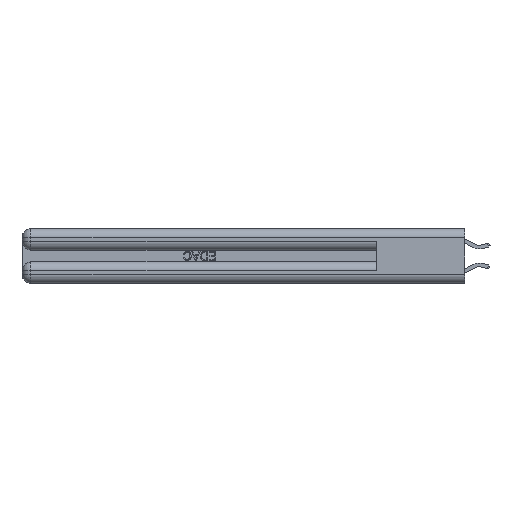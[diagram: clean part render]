
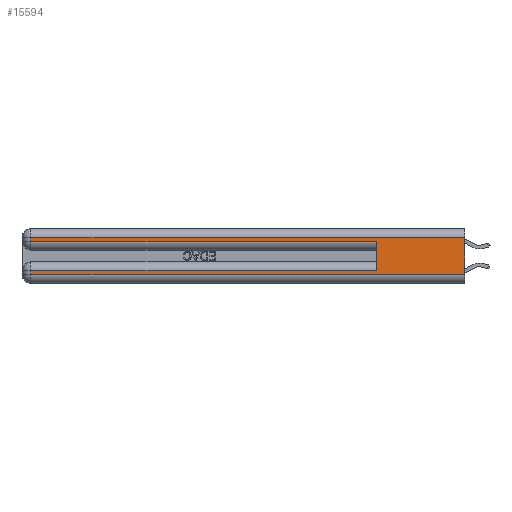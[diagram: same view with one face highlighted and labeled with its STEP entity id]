
A CAD part, left-side view. The second image highlights one B-rep face of the part: STEP entity #15594.
In plain terms, the highlighted planar face has unit normal (-1, 0, 0).
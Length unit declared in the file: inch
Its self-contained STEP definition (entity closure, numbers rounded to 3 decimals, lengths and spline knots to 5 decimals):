
#1073 = FACE_OUTER_BOUND ( 'NONE', #22853, .T. ) ;
#1587 = DIRECTION ( 'NONE',  ( 0., -1., 0. ) ) ;
#1617 = ORIENTED_EDGE ( 'NONE', *, *, #6517, .T. ) ;
#1762 = CARTESIAN_POINT ( 'NONE',  ( 0., 2.94, 0.06 ) ) ;
#2089 = DIRECTION ( 'NONE',  ( 0., 0., -1. ) ) ;
#2140 = ORIENTED_EDGE ( 'NONE', *, *, #29465, .T. ) ;
#2714 = VERTEX_POINT ( 'NONE', #19912 ) ;
#2928 = LINE ( 'NONE', #7780, #8848 ) ;
#3656 = DIRECTION ( 'NONE',  ( 0., 1., 0. ) ) ;
#3767 = ORIENTED_EDGE ( 'NONE', *, *, #29108, .T. ) ;
#4311 = DIRECTION ( 'NONE',  ( 0., -1., 0. ) ) ;
#5469 = LINE ( 'NONE', #19965, #8929 ) ;
#5491 = DIRECTION ( 'NONE',  ( 1., 0., 0. ) ) ;
#5508 = EDGE_CURVE ( 'NONE', #16026, #12903, #2928, .T. ) ;
#6370 = CARTESIAN_POINT ( 'NONE',  ( 0., 0., 0.31 ) ) ;
#6393 = ORIENTED_EDGE ( 'NONE', *, *, #25206, .T. ) ;
#6517 = EDGE_CURVE ( 'NONE', #12903, #2714, #9035, .T. ) ;
#7391 = EDGE_CURVE ( 'NONE', #16827, #18173, #13538, .T. ) ;
#7780 = CARTESIAN_POINT ( 'NONE',  ( 0., 2.94, 0.37 ) ) ;
#8135 = LINE ( 'NONE', #29363, #20721 ) ;
#8698 = CARTESIAN_POINT ( 'NONE',  ( 0., 0., 0.06 ) ) ;
#8848 = VECTOR ( 'NONE', #12524, 39.37008 ) ;
#8929 = VECTOR ( 'NONE', #3656, 39.37008 ) ;
#8957 = CARTESIAN_POINT ( 'NONE',  ( 0., 2.94, 0.37 ) ) ;
#9035 = LINE ( 'NONE', #18339, #25044 ) ;
#9200 = ORIENTED_EDGE ( 'NONE', *, *, #5508, .T. ) ;
#9804 = DIRECTION ( 'NONE',  ( 0., 0., 1. ) ) ;
#10175 = CARTESIAN_POINT ( 'NONE',  ( 0., 2.94, 0.31 ) ) ;
#10361 = PLANE ( 'NONE',  #12072 ) ;
#11481 = VERTEX_POINT ( 'NONE', #26240 ) ;
#11694 = EDGE_CURVE ( 'NONE', #14401, #27037, #22993, .T. ) ;
#12072 = AXIS2_PLACEMENT_3D ( 'NONE', #23978, #5491, #14805 ) ;
#12524 = DIRECTION ( 'NONE',  ( 0., 0., -1. ) ) ;
#12616 = CARTESIAN_POINT ( 'NONE',  ( 0., 2.94, 0.285 ) ) ;
#12903 = VERTEX_POINT ( 'NONE', #12616 ) ;
#13309 = VECTOR ( 'NONE', #2089, 39.37008 ) ;
#13538 = LINE ( 'NONE', #8957, #14842 ) ;
#14401 = VERTEX_POINT ( 'NONE', #6370 ) ;
#14805 = DIRECTION ( 'NONE',  ( 0., 0., -1. ) ) ;
#14842 = VECTOR ( 'NONE', #29887, 39.37008 ) ;
#15285 = CARTESIAN_POINT ( 'NONE',  ( 0., 2.94, 0.085 ) ) ;
#15594 = ADVANCED_FACE ( 'NONE', ( #1073 ), #10361, .F. ) ;
#16026 = VERTEX_POINT ( 'NONE', #10175 ) ;
#16827 = VERTEX_POINT ( 'NONE', #15285 ) ;
#16926 = ORIENTED_EDGE ( 'NONE', *, *, #11694, .F. ) ;
#17084 = ORIENTED_EDGE ( 'NONE', *, *, #28997, .F. ) ;
#17576 = LINE ( 'NONE', #22040, #24062 ) ;
#18173 = VERTEX_POINT ( 'NONE', #1762 ) ;
#18339 = CARTESIAN_POINT ( 'NONE',  ( 0., 0., 0.285 ) ) ;
#19218 = ORIENTED_EDGE ( 'NONE', *, *, #7391, .T. ) ;
#19912 = CARTESIAN_POINT ( 'NONE',  ( 0., 0.6, 0.285 ) ) ;
#19965 = CARTESIAN_POINT ( 'NONE',  ( 0., 0., 0.085 ) ) ;
#20721 = VECTOR ( 'NONE', #1587, 39.37008 ) ;
#21431 = CARTESIAN_POINT ( 'NONE',  ( 0., 0.6, 0.145 ) ) ;
#21583 = LINE ( 'NONE', #21431, #29892 ) ;
#22040 = CARTESIAN_POINT ( 'NONE',  ( 0., 0., 0.31 ) ) ;
#22340 = DIRECTION ( 'NONE',  ( 0., 1., 0. ) ) ;
#22842 = CARTESIAN_POINT ( 'NONE',  ( 0., 0., 0.37 ) ) ;
#22853 = EDGE_LOOP ( 'NONE', ( #16926, #3767, #9200, #1617, #17084, #2140, #19218, #6393 ) ) ;
#22993 = LINE ( 'NONE', #22842, #13309 ) ;
#23978 = CARTESIAN_POINT ( 'NONE',  ( 0., 0., 0.37 ) ) ;
#24062 = VECTOR ( 'NONE', #22340, 39.37008 ) ;
#25044 = VECTOR ( 'NONE', #4311, 39.37008 ) ;
#25206 = EDGE_CURVE ( 'NONE', #18173, #27037, #8135, .T. ) ;
#26240 = CARTESIAN_POINT ( 'NONE',  ( 0., 0.6, 0.085 ) ) ;
#27037 = VERTEX_POINT ( 'NONE', #8698 ) ;
#28997 = EDGE_CURVE ( 'NONE', #11481, #2714, #21583, .T. ) ;
#29108 = EDGE_CURVE ( 'NONE', #14401, #16026, #17576, .T. ) ;
#29363 = CARTESIAN_POINT ( 'NONE',  ( 0., 0., 0.06 ) ) ;
#29465 = EDGE_CURVE ( 'NONE', #11481, #16827, #5469, .T. ) ;
#29887 = DIRECTION ( 'NONE',  ( 0., 0., -1. ) ) ;
#29892 = VECTOR ( 'NONE', #9804, 39.37008 ) ;
